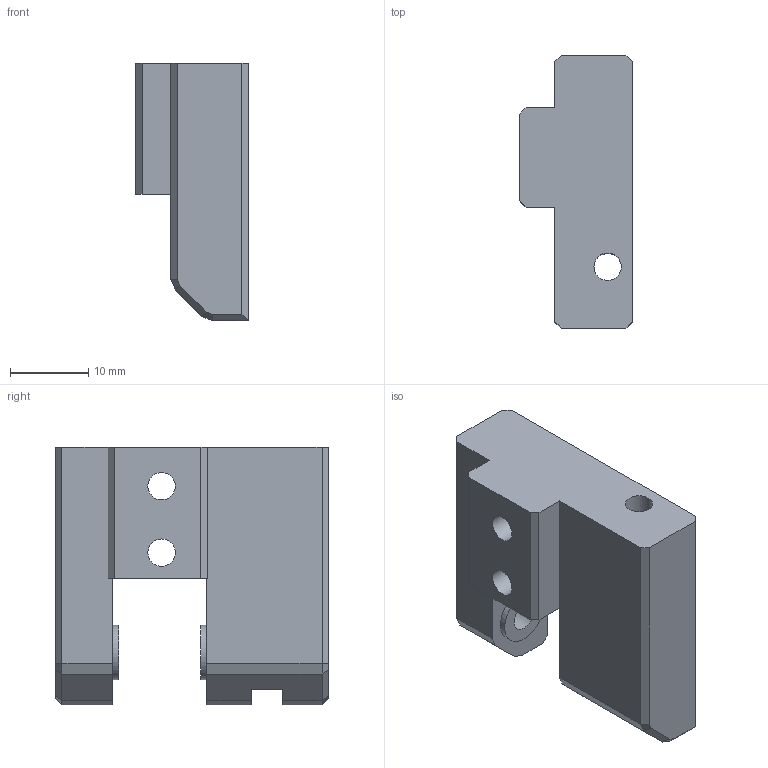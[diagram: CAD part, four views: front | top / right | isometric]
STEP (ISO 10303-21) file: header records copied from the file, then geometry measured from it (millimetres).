
FILE_DESCRIPTION(('FreeCAD Model'),'2;1');
FILE_NAME('Open CASCADE Shape Model','1974-01-01T00:00:00',(''),(''), 'Open CASCADE STEP processor 7.7','FreeCAD','Unknown');
FILE_SCHEMA(('AUTOMOTIVE_DESIGN { 1 0 10303 214 1 1 1 1 }'));
Length unit declared in the file: millimetre
Products named in the file (1): k1_tensioner_left_step
Bounding box: 14.4 x 34.9 x 33 mm (x, y, z)
Volume: 9198.8 mm3; surface area: 4520.9 mm2
Topology: 1 solids, 1 shells, 57 faces, 139 edges, 89 vertices
Faces by surface type: plane 47, cylinder 10
Full cylindrical faces by diameter (mm): 3.5 x3, 3.6 x2, 4.4 x2, 7 x2, 7.5 x1
Entity records: 1714 total; most frequent: CARTESIAN_POINT 329, ORIENTED_EDGE 278, DIRECTION 274, EDGE_CURVE 139, LINE 114, VECTOR 114, VERTEX_POINT 89, AXIS2_PLACEMENT_3D 80
